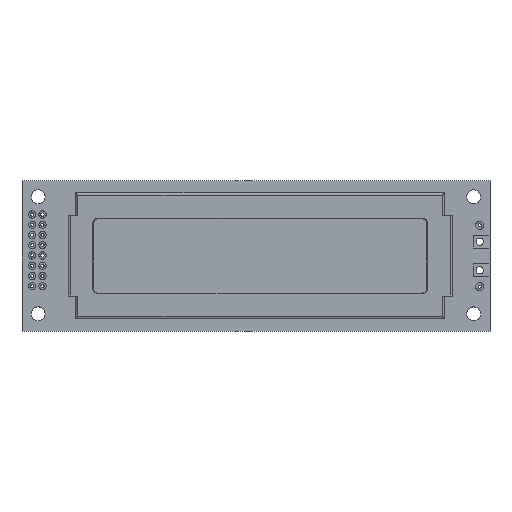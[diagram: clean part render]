
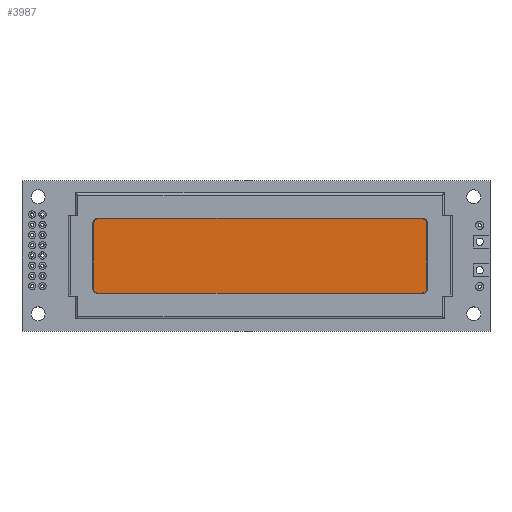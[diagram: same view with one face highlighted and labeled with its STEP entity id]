
A CAD part, top view. The second image highlights one B-rep face of the part: STEP entity #3987.
In plain terms, the highlighted planar face has unit normal (0, 0, 1).
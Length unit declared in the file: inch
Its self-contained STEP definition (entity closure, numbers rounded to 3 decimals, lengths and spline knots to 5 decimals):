
#3251 = ORIENTED_EDGE ( 'NONE', *, *, #3958, .T. ) ;
#3795 = EDGE_CURVE ( 'NONE', #3796, #3971, #6086, .T. ) ;
#3796 = VERTEX_POINT ( 'NONE', #6082 ) ;
#3797 = VERTEX_POINT ( 'NONE', #6081 ) ;
#3799 = EDGE_CURVE ( 'NONE', #3800, #3797, #6080, .T. ) ;
#3800 = VERTEX_POINT ( 'NONE', #6076 ) ;
#3810 = EDGE_CURVE ( 'NONE', #3811, #3812, #6096, .T. ) ;
#3811 = VERTEX_POINT ( 'NONE', #6149 ) ;
#3812 = VERTEX_POINT ( 'NONE', #6148 ) ;
#3958 = EDGE_CURVE ( 'NONE', #3971, #3997, #6461, .T. ) ;
#3959 = ORIENTED_EDGE ( 'NONE', *, *, #3996, .T. ) ;
#3960 = ORIENTED_EDGE ( 'NONE', *, *, #3961, .T. ) ;
#3961 = EDGE_CURVE ( 'NONE', #3998, #3811, #6456, .T. ) ;
#3962 = ORIENTED_EDGE ( 'NONE', *, *, #3810, .T. ) ;
#3963 = ORIENTED_EDGE ( 'NONE', *, *, #4218, .T. ) ;
#3971 = VERTEX_POINT ( 'NONE', #6467 ) ;
#3987 = ADVANCED_FACE ( 'NONE', ( #6507 ), #6489, .F. ) ;
#3990 = EDGE_LOOP ( 'NONE', ( #4078, #4186, #4260, #3251, #3959, #3960, #3962, #3963 ) ) ;
#3996 = EDGE_CURVE ( 'NONE', #3997, #3998, #6544, .T. ) ;
#3997 = VERTEX_POINT ( 'NONE', #6540 ) ;
#3998 = VERTEX_POINT ( 'NONE', #6539 ) ;
#4078 = ORIENTED_EDGE ( 'NONE', *, *, #3799, .T. ) ;
#4186 = ORIENTED_EDGE ( 'NONE', *, *, #4187, .T. ) ;
#4187 = EDGE_CURVE ( 'NONE', #3797, #3796, #6878, .T. ) ;
#4218 = EDGE_CURVE ( 'NONE', #3812, #3800, #6999, .T. ) ;
#4260 = ORIENTED_EDGE ( 'NONE', *, *, #3795, .T. ) ;
#6076 = CARTESIAN_POINT ( 'NONE',  ( -1.62813, 0.31457, 0.183 ) ) ;
#6077 = DIRECTION ( 'NONE',  ( 0., -1., 0. ) ) ;
#6078 = VECTOR ( 'NONE', #6077, 39.37008 ) ;
#6079 = CARTESIAN_POINT ( 'NONE',  ( -1.62813, -0.367, 0.183 ) ) ;
#6080 = LINE ( 'NONE', #6079, #6078 ) ;
#6081 = CARTESIAN_POINT ( 'NONE',  ( -1.62813, -0.31457, 0.183 ) ) ;
#6082 = CARTESIAN_POINT ( 'NONE',  ( -1.58057, -0.36213, 0.183 ) ) ;
#6083 = DIRECTION ( 'NONE',  ( 1., 0., 0. ) ) ;
#6084 = VECTOR ( 'NONE', #6083, 39.37008 ) ;
#6085 = CARTESIAN_POINT ( 'NONE',  ( -1.633, -0.36213, 0.183 ) ) ;
#6086 = LINE ( 'NONE', #6085, #6084 ) ;
#6096 = LINE ( 'NONE', #6101, #6151 ) ;
#6101 = CARTESIAN_POINT ( 'NONE',  ( -1.633, 0.36213, 0.183 ) ) ;
#6148 = CARTESIAN_POINT ( 'NONE',  ( -1.58057, 0.36213, 0.183 ) ) ;
#6149 = CARTESIAN_POINT ( 'NONE',  ( 1.58057, 0.36213, 0.183 ) ) ;
#6150 = DIRECTION ( 'NONE',  ( -1., 0., 0. ) ) ;
#6151 = VECTOR ( 'NONE', #6150, 39.37008 ) ;
#6452 = CARTESIAN_POINT ( 'NONE',  ( 1.58057, 0.36213, 0.183 ) ) ;
#6453 = CARTESIAN_POINT ( 'NONE',  ( 1.60895, 0.36213, 0.183 ) ) ;
#6454 = CARTESIAN_POINT ( 'NONE',  ( 1.62813, 0.34295, 0.183 ) ) ;
#6455 = CARTESIAN_POINT ( 'NONE',  ( 1.62813, 0.31457, 0.183 ) ) ;
#6456 =( BOUNDED_CURVE ( )  B_SPLINE_CURVE ( 3, ( #6455, #6454, #6453, #6452 ),
 .UNSPECIFIED., .F., .T. ) 
 B_SPLINE_CURVE_WITH_KNOTS ( ( 4, 4 ),
 ( 2.40401, 3.87917 ),
 .UNSPECIFIED. ) 
 CURVE ( )  GEOMETRIC_REPRESENTATION_ITEM ( )  RATIONAL_B_SPLINE_CURVE ( ( 1., 0.827, 0.827, 1. ) ) 
 REPRESENTATION_ITEM ( '' )  );
#6457 = CARTESIAN_POINT ( 'NONE',  ( 1.62813, -0.31457, 0.183 ) ) ;
#6458 = CARTESIAN_POINT ( 'NONE',  ( 1.62813, -0.34295, 0.183 ) ) ;
#6459 = CARTESIAN_POINT ( 'NONE',  ( 1.60895, -0.36213, 0.183 ) ) ;
#6460 = CARTESIAN_POINT ( 'NONE',  ( 1.58057, -0.36213, 0.183 ) ) ;
#6461 =( BOUNDED_CURVE ( )  B_SPLINE_CURVE ( 3, ( #6460, #6459, #6458, #6457 ),
 .UNSPECIFIED., .F., .F. ) 
 B_SPLINE_CURVE_WITH_KNOTS ( ( 4, 4 ),
 ( 2.40401, 3.87917 ),
 .UNSPECIFIED. ) 
 CURVE ( )  GEOMETRIC_REPRESENTATION_ITEM ( )  RATIONAL_B_SPLINE_CURVE ( ( 1., 0.827, 0.827, 1. ) ) 
 REPRESENTATION_ITEM ( '' )  );
#6467 = CARTESIAN_POINT ( 'NONE',  ( 1.58057, -0.36213, 0.183 ) ) ;
#6485 = DIRECTION ( 'NONE',  ( -1., 0., 0. ) ) ;
#6486 = DIRECTION ( 'NONE',  ( 0., 0., -1. ) ) ;
#6487 = CARTESIAN_POINT ( 'NONE',  ( -1.633, 0.367, 0.183 ) ) ;
#6488 = AXIS2_PLACEMENT_3D ( 'NONE', #6487, #6486, #6485 ) ;
#6489 = PLANE ( 'NONE',  #6488 ) ;
#6507 = FACE_OUTER_BOUND ( 'NONE', #3990, .T. ) ;
#6539 = CARTESIAN_POINT ( 'NONE',  ( 1.62813, 0.31457, 0.183 ) ) ;
#6540 = CARTESIAN_POINT ( 'NONE',  ( 1.62813, -0.31457, 0.183 ) ) ;
#6541 = DIRECTION ( 'NONE',  ( 0., 1., 0. ) ) ;
#6542 = VECTOR ( 'NONE', #6541, 39.37008 ) ;
#6543 = CARTESIAN_POINT ( 'NONE',  ( 1.62813, -0.367, 0.183 ) ) ;
#6544 = LINE ( 'NONE', #6543, #6542 ) ;
#6878 =( BOUNDED_CURVE ( )  B_SPLINE_CURVE ( 3, ( #6926, #6925, #6924, #6923 ),
 .UNSPECIFIED., .F., .T. ) 
 B_SPLINE_CURVE_WITH_KNOTS ( ( 4, 4 ),
 ( 2.40401, 3.87917 ),
 .UNSPECIFIED. ) 
 CURVE ( )  GEOMETRIC_REPRESENTATION_ITEM ( )  RATIONAL_B_SPLINE_CURVE ( ( 1., 0.827, 0.827, 1. ) ) 
 REPRESENTATION_ITEM ( '' )  );
#6923 = CARTESIAN_POINT ( 'NONE',  ( -1.58057, -0.36213, 0.183 ) ) ;
#6924 = CARTESIAN_POINT ( 'NONE',  ( -1.60895, -0.36213, 0.183 ) ) ;
#6925 = CARTESIAN_POINT ( 'NONE',  ( -1.62813, -0.34295, 0.183 ) ) ;
#6926 = CARTESIAN_POINT ( 'NONE',  ( -1.62813, -0.31457, 0.183 ) ) ;
#6995 = CARTESIAN_POINT ( 'NONE',  ( -1.62813, 0.31457, 0.183 ) ) ;
#6996 = CARTESIAN_POINT ( 'NONE',  ( -1.62813, 0.34295, 0.183 ) ) ;
#6997 = CARTESIAN_POINT ( 'NONE',  ( -1.60895, 0.36213, 0.183 ) ) ;
#6998 = CARTESIAN_POINT ( 'NONE',  ( -1.58057, 0.36213, 0.183 ) ) ;
#6999 =( BOUNDED_CURVE ( )  B_SPLINE_CURVE ( 3, ( #6998, #6997, #6996, #6995 ),
 .UNSPECIFIED., .F., .T. ) 
 B_SPLINE_CURVE_WITH_KNOTS ( ( 4, 4 ),
 ( 2.40401, 3.87917 ),
 .UNSPECIFIED. ) 
 CURVE ( )  GEOMETRIC_REPRESENTATION_ITEM ( )  RATIONAL_B_SPLINE_CURVE ( ( 1., 0.827, 0.827, 1. ) ) 
 REPRESENTATION_ITEM ( '' )  );
